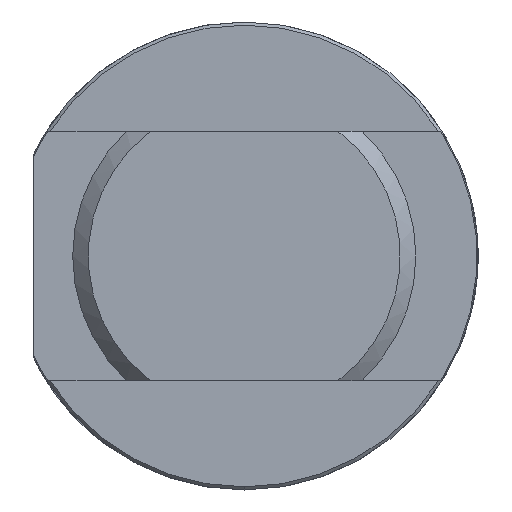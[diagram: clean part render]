
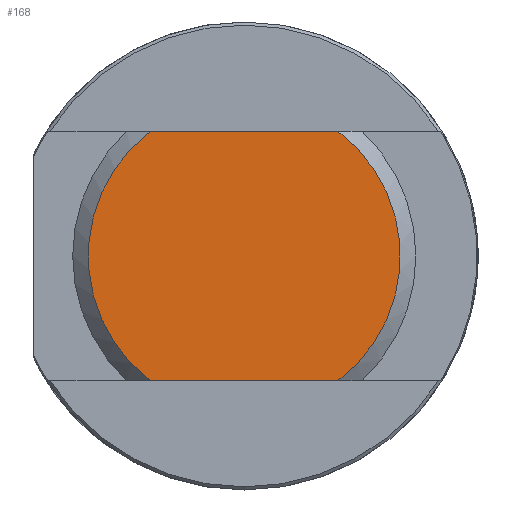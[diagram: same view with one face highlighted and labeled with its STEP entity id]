
A CAD part, left-side view. The second image highlights one B-rep face of the part: STEP entity #168.
In plain terms, the highlighted planar face has unit normal (-1, 0, 0).
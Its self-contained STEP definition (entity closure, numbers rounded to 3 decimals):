
#168 = ADVANCED_FACE ( 'NONE', ( #4391 ), #2332, .F. ) ;
#514 = EDGE_CURVE ( 'NONE', #4687, #4688, #1367, .T. ) ;
#529 = EDGE_CURVE ( 'NONE', #4697, #4688, #1384, .T. ) ;
#530 = EDGE_CURVE ( 'NONE', #4687, #4701, #1386, .T. ) ;
#536 = EDGE_CURVE ( 'NONE', #4697, #4701, #1394, .T. ) ;
#669 = AXIS2_PLACEMENT_3D ( 'NONE', #2331, #2334, #2335 ) ;
#888 = AXIS2_PLACEMENT_3D ( 'NONE', #1659, #1660, #1661 ) ;
#894 = AXIS2_PLACEMENT_3D ( 'NONE', #1711, #1724, #1725 ) ;
#1367 = CIRCLE ( 'NONE', #888, 10. ) ;
#1380 = VECTOR ( 'NONE', #1702, 1000. ) ;
#1384 = LINE ( 'NONE', #1693, #1380 ) ;
#1386 = LINE ( 'NONE', #1703, #1387 ) ;
#1387 = VECTOR ( 'NONE', #1704, 1000. ) ;
#1394 = CIRCLE ( 'NONE', #894, 10. ) ;
#1659 = CARTESIAN_POINT ( 'NONE',  ( 0., 0., 0. ) ) ;
#1660 = DIRECTION ( 'NONE',  ( -1., 0., 0. ) ) ;
#1661 = DIRECTION ( 'NONE',  ( 0., 0., -1. ) ) ;
#1693 = CARTESIAN_POINT ( 'NONE',  ( 0., 12.75, -8. ) ) ;
#1702 = DIRECTION ( 'NONE',  ( 0., 1., 0. ) ) ;
#1703 = CARTESIAN_POINT ( 'NONE',  ( 0., 12.75, 8. ) ) ;
#1704 = DIRECTION ( 'NONE',  ( 0., -1., 0. ) ) ;
#1711 = CARTESIAN_POINT ( 'NONE',  ( 0., 0., 0. ) ) ;
#1724 = DIRECTION ( 'NONE',  ( -1., 0., 0. ) ) ;
#1725 = DIRECTION ( 'NONE',  ( 0., 0., -1. ) ) ;
#1858 = CARTESIAN_POINT ( 'NONE',  ( 0., 6., 8. ) ) ;
#1859 = CARTESIAN_POINT ( 'NONE',  ( 0., 6., -8. ) ) ;
#1867 = CARTESIAN_POINT ( 'NONE',  ( 0., -6., -8. ) ) ;
#1871 = CARTESIAN_POINT ( 'NONE',  ( 0., -6., 8. ) ) ;
#2331 = CARTESIAN_POINT ( 'NONE',  ( 0., 0., 0. ) ) ;
#2332 = PLANE ( 'NONE',  #669 ) ;
#2334 = DIRECTION ( 'NONE',  ( 1., 0., 0. ) ) ;
#2335 = DIRECTION ( 'NONE',  ( 0., 0., -1. ) ) ;
#4072 = ORIENTED_EDGE ( 'NONE', *, *, #530, .F. ) ;
#4073 = ORIENTED_EDGE ( 'NONE', *, *, #536, .T. ) ;
#4074 = ORIENTED_EDGE ( 'NONE', *, *, #529, .F. ) ;
#4075 = ORIENTED_EDGE ( 'NONE', *, *, #514, .T. ) ;
#4391 = FACE_OUTER_BOUND ( 'NONE', #4407, .T. ) ;
#4407 = EDGE_LOOP ( 'NONE', ( #4075, #4074, #4073, #4072 ) ) ;
#4687 = VERTEX_POINT ( 'NONE', #1858 ) ;
#4688 = VERTEX_POINT ( 'NONE', #1859 ) ;
#4697 = VERTEX_POINT ( 'NONE', #1867 ) ;
#4701 = VERTEX_POINT ( 'NONE', #1871 ) ;
